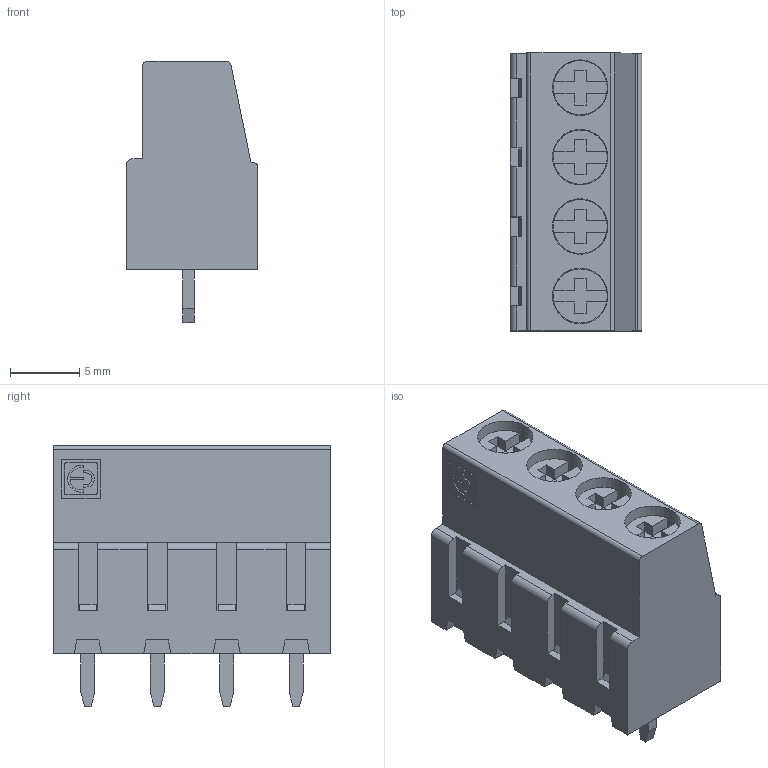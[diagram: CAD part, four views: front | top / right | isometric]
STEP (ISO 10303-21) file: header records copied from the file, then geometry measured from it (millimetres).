
FILE_DESCRIPTION(('STEP AP214'),'1');
FILE_NAME('ML254-5-V-L.stp','2024-01-26T15:32:20',(' '),(' '),'Spatial InterOp 3D',' ',' ');
FILE_SCHEMA(('AUTOMOTIVE_DESIGN { 1 0 10303 214 1 1 1 1 }'));
Length unit declared in the file: metre
Products named in the file (1): 1706279031
Bounding box: 9.5 x 20 x 18.8 mm (x, y, z)
Volume: 2163.1 mm3; surface area: 1841.9 mm2
Topology: 1 solids, 1 shells, 276 faces, 734 edges, 480 vertices
Faces by surface type: plane 241, cylinder 35
Full cylindrical faces by diameter (mm): 3.9 x4, 4 x4
Entity records: 10557 total; most frequent: CARTESIAN_POINT 1467, ORIENTED_EDGE 1436, DIRECTION 1354, EDGE_CURVE 718, LINE 636, VECTOR 636, VERTEX_POINT 472, AXIS2_PLACEMENT_3D 359
